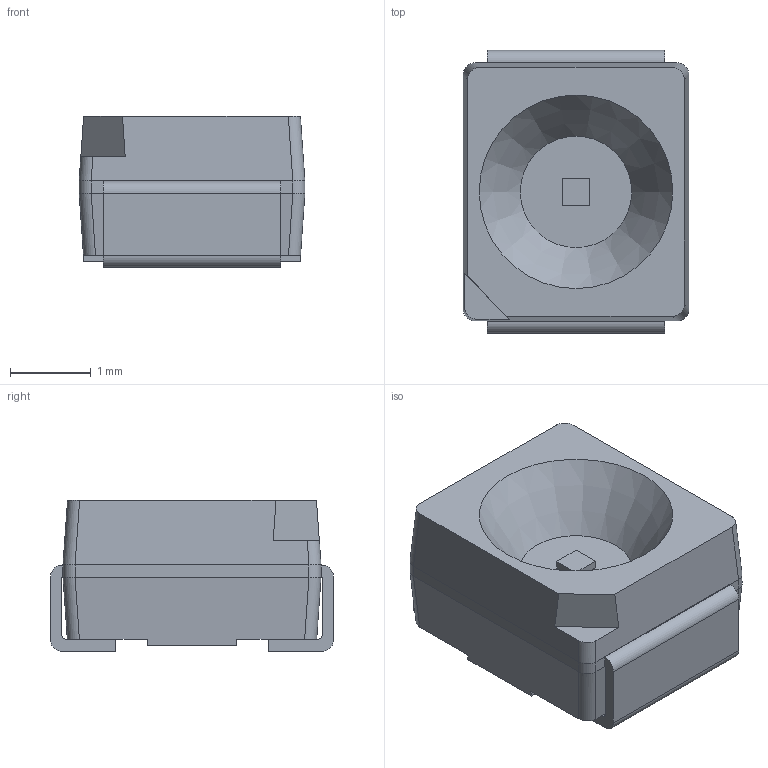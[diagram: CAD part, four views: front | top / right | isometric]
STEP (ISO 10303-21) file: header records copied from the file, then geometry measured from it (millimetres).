
FILE_DESCRIPTION(/* description */ ('Unknown'),/* implementation_level */ '2;1');
FILE_NAME(/* name */ 'LS T676-Q1R2-1-Z',/* time_stamp */ '2023-08-24T11:59:23+02:00',/* author */ ('Unknown'),/* organization */ ('Unknown'),/* preprocessor_version */ 'ST-DEVELOPER v18.102',/* originating_system */ 'Solid Edge',/* authorisation */ 'Unknown');
FILE_SCHEMA (('AUTOMOTIVE_DESIGN {1 0 10303 214 3 1 1}'));
Length unit declared in the file: millimetre
Products named in the file (1): LS T676-Q1R2-1-Z
Bounding box: 2.8 x 3.51 x 1.87 mm (x, y, z)
Volume: 13.8 mm3; surface area: 50.1 mm2
Topology: 1 solids, 1 shells, 67 faces, 189 edges, 122 vertices
Faces by surface type: plane 46, cylinder 20, cone 1
Entity records: 2638 total; most frequent: CARTESIAN_POINT 378, ORIENTED_EDGE 376, DIRECTION 358, EDGE_CURVE 188, LINE 154, VECTOR 154, VERTEX_POINT 122, AXIS2_PLACEMENT_3D 102
